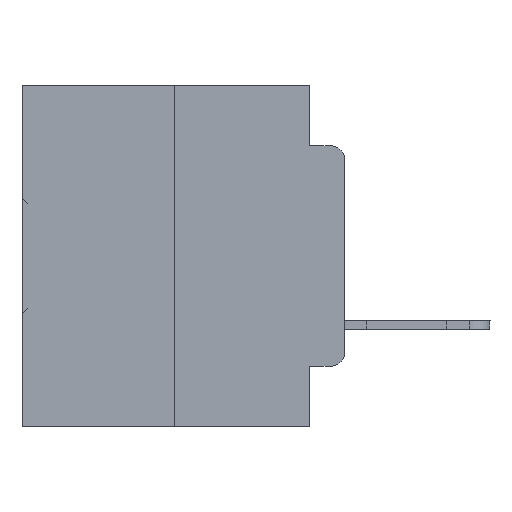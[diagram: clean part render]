
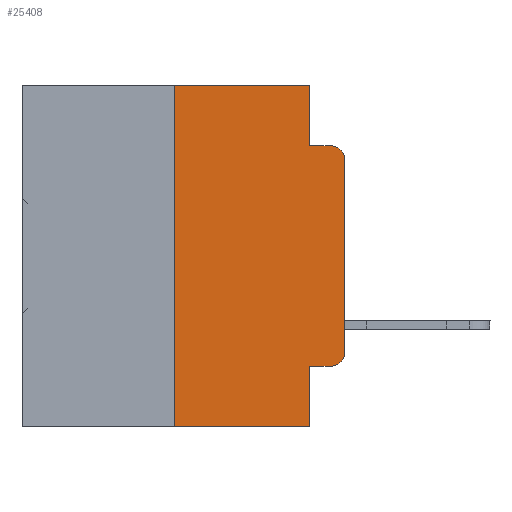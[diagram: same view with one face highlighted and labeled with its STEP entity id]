
A CAD part, left-side view. The second image highlights one B-rep face of the part: STEP entity #25408.
In plain terms, the highlighted planar face has unit normal (-1, 0, 0).
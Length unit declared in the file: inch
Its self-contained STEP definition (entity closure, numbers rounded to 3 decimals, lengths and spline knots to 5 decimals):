
#1038 = CARTESIAN_POINT ( 'NONE',  ( 0., 0.473, -0.5 ) ) ;
#1334 = EDGE_CURVE ( 'NONE', #29222, #15209, #27965, .T. ) ;
#1380 = LINE ( 'NONE', #20981, #30524 ) ;
#1537 = CARTESIAN_POINT ( 'NONE',  ( 0., 0.051, 0. ) ) ;
#1656 = ORIENTED_EDGE ( 'NONE', *, *, #32808, .T. ) ;
#2414 = FACE_OUTER_BOUND ( 'NONE', #26019, .T. ) ;
#3348 = EDGE_CURVE ( 'NONE', #8232, #20652, #14241, .T. ) ;
#3562 = CARTESIAN_POINT ( 'NONE',  ( 0., 0.02, -0.3915 ) ) ;
#4210 = VERTEX_POINT ( 'NONE', #23899 ) ;
#5132 = CARTESIAN_POINT ( 'NONE',  ( 0., 0.051, -0.4115 ) ) ;
#5370 = DIRECTION ( 'NONE',  ( 0., -1., 0. ) ) ;
#6464 = DIRECTION ( 'NONE',  ( 0., -1., 0. ) ) ;
#7522 = EDGE_CURVE ( 'NONE', #9257, #29353, #18817, .T. ) ;
#7560 = CARTESIAN_POINT ( 'NONE',  ( 0., 0., -0.1085 ) ) ;
#7711 = DIRECTION ( 'NONE',  ( 0., 0., -1. ) ) ;
#8232 = VERTEX_POINT ( 'NONE', #16057 ) ;
#8809 = DIRECTION ( 'NONE',  ( 0., -1., 0. ) ) ;
#9097 = DIRECTION ( 'NONE',  ( 0., 0., 1. ) ) ;
#9257 = VERTEX_POINT ( 'NONE', #7560 ) ;
#9511 = ORIENTED_EDGE ( 'NONE', *, *, #1334, .F. ) ;
#10043 = CARTESIAN_POINT ( 'NONE',  ( 0., 0.02, -0.0885 ) ) ;
#10371 = ORIENTED_EDGE ( 'NONE', *, *, #12710, .F. ) ;
#11222 = CARTESIAN_POINT ( 'NONE',  ( 0., 0.25, 0. ) ) ;
#11781 = CARTESIAN_POINT ( 'NONE',  ( 0., 0., 0. ) ) ;
#11863 = VECTOR ( 'NONE', #13071, 39.37008 ) ;
#12710 = EDGE_CURVE ( 'NONE', #19273, #28523, #1380, .T. ) ;
#13071 = DIRECTION ( 'NONE',  ( 0., 0., -1. ) ) ;
#13638 = VECTOR ( 'NONE', #22965, 39.37008 ) ;
#14108 = VERTEX_POINT ( 'NONE', #35971 ) ;
#14241 = CIRCLE ( 'NONE', #14278, 0.02 ) ;
#14278 = AXIS2_PLACEMENT_3D ( 'NONE', #3562, #23430, #34246 ) ;
#14516 = LINE ( 'NONE', #1038, #23876 ) ;
#15209 = VERTEX_POINT ( 'NONE', #24475 ) ;
#16057 = CARTESIAN_POINT ( 'NONE',  ( 0., 0.02, -0.4115 ) ) ;
#16971 = LINE ( 'NONE', #5132, #30213 ) ;
#17982 = CARTESIAN_POINT ( 'NONE',  ( 0., 0.25, -0.5 ) ) ;
#18817 = CIRCLE ( 'NONE', #27707, 0.02 ) ;
#19273 = VERTEX_POINT ( 'NONE', #28402 ) ;
#19845 = DIRECTION ( 'NONE',  ( 0., 0., 1. ) ) ;
#19999 = LINE ( 'NONE', #11781, #26602 ) ;
#20138 = CARTESIAN_POINT ( 'NONE',  ( 0., 0.051, -0.5 ) ) ;
#20360 = CARTESIAN_POINT ( 'NONE',  ( 0., 0.473, 0. ) ) ;
#20594 = DIRECTION ( 'NONE',  ( 0., 0., -1. ) ) ;
#20652 = VERTEX_POINT ( 'NONE', #23832 ) ;
#20981 = CARTESIAN_POINT ( 'NONE',  ( 0., 0.051, 0. ) ) ;
#21342 = EDGE_CURVE ( 'NONE', #4210, #14108, #28685, .T. ) ;
#21719 = PLANE ( 'NONE',  #32813 ) ;
#21830 = EDGE_CURVE ( 'NONE', #29222, #28523, #14516, .T. ) ;
#22043 = ORIENTED_EDGE ( 'NONE', *, *, #7522, .T. ) ;
#22214 = EDGE_CURVE ( 'NONE', #15209, #4210, #26920, .T. ) ;
#22402 = ORIENTED_EDGE ( 'NONE', *, *, #21342, .F. ) ;
#22500 = ORIENTED_EDGE ( 'NONE', *, *, #3348, .T. ) ;
#22965 = DIRECTION ( 'NONE',  ( 0., -1., 0. ) ) ;
#23430 = DIRECTION ( 'NONE',  ( -1., 0., 0. ) ) ;
#23648 = LINE ( 'NONE', #31754, #26272 ) ;
#23832 = CARTESIAN_POINT ( 'NONE',  ( 0., 0., -0.3915 ) ) ;
#23876 = VECTOR ( 'NONE', #6464, 39.37008 ) ;
#23899 = CARTESIAN_POINT ( 'NONE',  ( 0., 0.051, 0. ) ) ;
#23948 = DIRECTION ( 'NONE',  ( 0., 0., -1. ) ) ;
#24475 = CARTESIAN_POINT ( 'NONE',  ( 0., 0.25, 0. ) ) ;
#24668 = CARTESIAN_POINT ( 'NONE',  ( 0., 0.473, 0. ) ) ;
#24910 = DIRECTION ( 'NONE',  ( 1., 0., 0. ) ) ;
#25003 = ORIENTED_EDGE ( 'NONE', *, *, #21830, .T. ) ;
#25408 = ADVANCED_FACE ( 'NONE', ( #2414 ), #21719, .F. ) ;
#26019 = EDGE_LOOP ( 'NONE', ( #1656, #22043, #30539, #22402, #30459, #9511, #25003, #10371, #35151, #22500 ) ) ;
#26122 = CARTESIAN_POINT ( 'NONE',  ( 0., 0.02, -0.1085 ) ) ;
#26272 = VECTOR ( 'NONE', #8809, 39.37008 ) ;
#26602 = VECTOR ( 'NONE', #9097, 39.37008 ) ;
#26920 = LINE ( 'NONE', #20360, #13638 ) ;
#27707 = AXIS2_PLACEMENT_3D ( 'NONE', #26122, #34728, #20594 ) ;
#27965 = LINE ( 'NONE', #11222, #33667 ) ;
#28402 = CARTESIAN_POINT ( 'NONE',  ( 0., 0.051, -0.4115 ) ) ;
#28523 = VERTEX_POINT ( 'NONE', #20138 ) ;
#28685 = LINE ( 'NONE', #1537, #11863 ) ;
#29094 = EDGE_CURVE ( 'NONE', #14108, #29353, #23648, .T. ) ;
#29222 = VERTEX_POINT ( 'NONE', #17982 ) ;
#29353 = VERTEX_POINT ( 'NONE', #10043 ) ;
#30213 = VECTOR ( 'NONE', #5370, 39.37008 ) ;
#30253 = EDGE_CURVE ( 'NONE', #19273, #8232, #16971, .T. ) ;
#30459 = ORIENTED_EDGE ( 'NONE', *, *, #22214, .F. ) ;
#30524 = VECTOR ( 'NONE', #23948, 39.37008 ) ;
#30539 = ORIENTED_EDGE ( 'NONE', *, *, #29094, .F. ) ;
#31754 = CARTESIAN_POINT ( 'NONE',  ( 0., 0.051, -0.0885 ) ) ;
#32808 = EDGE_CURVE ( 'NONE', #20652, #9257, #19999, .T. ) ;
#32813 = AXIS2_PLACEMENT_3D ( 'NONE', #24668, #24910, #7711 ) ;
#33667 = VECTOR ( 'NONE', #19845, 39.37008 ) ;
#34246 = DIRECTION ( 'NONE',  ( 0., 0., -1. ) ) ;
#34728 = DIRECTION ( 'NONE',  ( -1., 0., 0. ) ) ;
#35151 = ORIENTED_EDGE ( 'NONE', *, *, #30253, .T. ) ;
#35971 = CARTESIAN_POINT ( 'NONE',  ( 0., 0.051, -0.0885 ) ) ;
